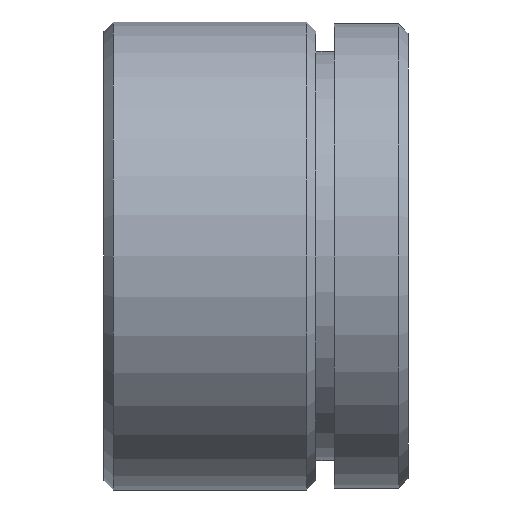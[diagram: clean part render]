
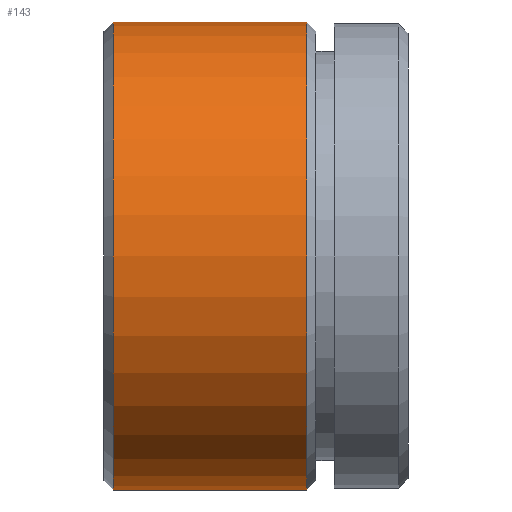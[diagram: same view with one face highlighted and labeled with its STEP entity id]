
A CAD part, left-side view. The second image highlights one B-rep face of the part: STEP entity #143.
In plain terms, the highlighted cylindrical face has radius 12.7 mm (diameter 25.4 mm), a partial arc.
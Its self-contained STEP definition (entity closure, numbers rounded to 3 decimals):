
#7 = AXIS2_PLACEMENT_3D ( 'NONE', #273, #329, #110 ) ;
#9 = VECTOR ( 'NONE', #213, 1000. ) ;
#59 = VERTEX_POINT ( 'NONE', #746 ) ;
#69 = CARTESIAN_POINT ( 'NONE',  ( 0., 0., 12.7 ) ) ;
#110 = DIRECTION ( 'NONE',  ( 0., 0., -1. ) ) ;
#141 = DIRECTION ( 'NONE',  ( 0., 1., 0. ) ) ;
#143 = ADVANCED_FACE ( 'NONE', ( #599 ), #597, .T. ) ;
#153 = DIRECTION ( 'NONE',  ( 0., 0., -1. ) ) ;
#154 = CARTESIAN_POINT ( 'NONE',  ( 0., 5.5, 0. ) ) ;
#155 = VERTEX_POINT ( 'NONE', #615 ) ;
#174 = CARTESIAN_POINT ( 'NONE',  ( 0., 16., 0. ) ) ;
#213 = DIRECTION ( 'NONE',  ( 0., -1., 0. ) ) ;
#239 = CIRCLE ( 'NONE', #694, 12.7 ) ;
#273 = CARTESIAN_POINT ( 'NONE',  ( 0., 0., 0. ) ) ;
#309 = VERTEX_POINT ( 'NONE', #419 ) ;
#329 = DIRECTION ( 'NONE',  ( 0., -1., 0. ) ) ;
#337 = EDGE_CURVE ( 'NONE', #309, #782, #480, .T. ) ;
#351 = DIRECTION ( 'NONE',  ( 0., -1., 0. ) ) ;
#358 = ORIENTED_EDGE ( 'NONE', *, *, #430, .F. ) ;
#363 = CARTESIAN_POINT ( 'NONE',  ( 0., 0., -12.7 ) ) ;
#365 = EDGE_CURVE ( 'NONE', #59, #309, #479, .T. ) ;
#391 = CARTESIAN_POINT ( 'NONE',  ( 0., 5.5, 12.7 ) ) ;
#419 = CARTESIAN_POINT ( 'NONE',  ( 0., 5.5, -12.7 ) ) ;
#430 = EDGE_CURVE ( 'NONE', #155, #782, #461, .T. ) ;
#461 = LINE ( 'NONE', #69, #9 ) ;
#464 = VECTOR ( 'NONE', #351, 1000. ) ;
#479 = LINE ( 'NONE', #363, #464 ) ;
#480 = CIRCLE ( 'NONE', #622, 12.7 ) ;
#597 = CYLINDRICAL_SURFACE ( 'NONE', #7, 12.7 ) ;
#599 = FACE_OUTER_BOUND ( 'NONE', #803, .T. ) ;
#615 = CARTESIAN_POINT ( 'NONE',  ( 0., 16., 12.7 ) ) ;
#622 = AXIS2_PLACEMENT_3D ( 'NONE', #154, #141, #153 ) ;
#694 = AXIS2_PLACEMENT_3D ( 'NONE', #174, #822, #861 ) ;
#746 = CARTESIAN_POINT ( 'NONE',  ( 0., 16., -12.7 ) ) ;
#757 = ORIENTED_EDGE ( 'NONE', *, *, #817, .T. ) ;
#782 = VERTEX_POINT ( 'NONE', #391 ) ;
#789 = ORIENTED_EDGE ( 'NONE', *, *, #365, .T. ) ;
#803 = EDGE_LOOP ( 'NONE', ( #358, #757, #789, #804 ) ) ;
#804 = ORIENTED_EDGE ( 'NONE', *, *, #337, .T. ) ;
#817 = EDGE_CURVE ( 'NONE', #155, #59, #239, .T. ) ;
#822 = DIRECTION ( 'NONE',  ( 0., -1., 0. ) ) ;
#861 = DIRECTION ( 'NONE',  ( 0., 0., 1. ) ) ;
